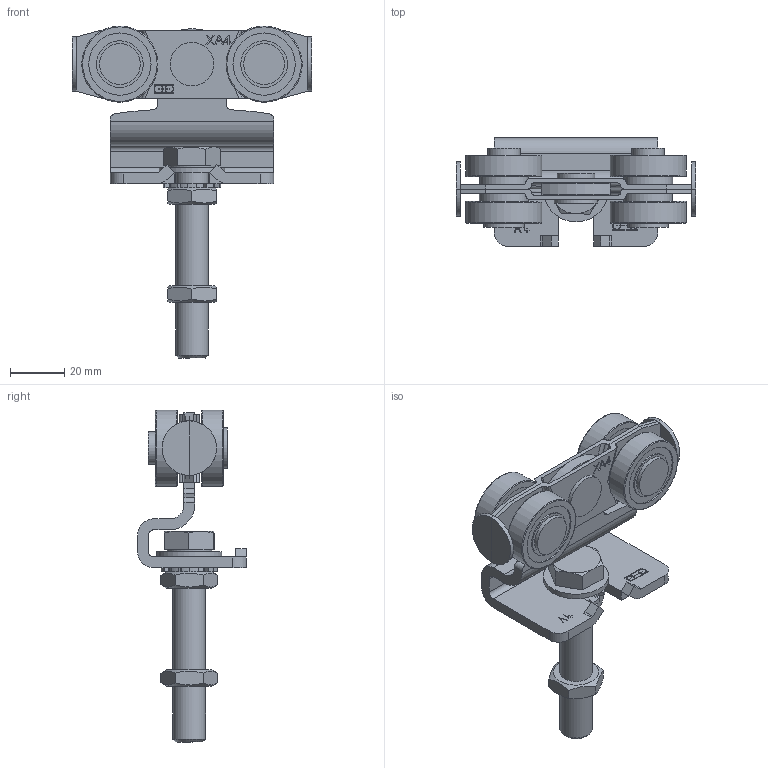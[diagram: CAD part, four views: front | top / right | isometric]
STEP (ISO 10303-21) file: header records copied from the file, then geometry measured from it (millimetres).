
FILE_DESCRIPTION(/* description */ (''),/* implementation_level */ '2;1');
FILE_NAME(/* name */ '9232XSA4.stp',/* time_stamp */ '2019-08-23T08:58:18+02:00',/* author */ ('Marc'),/* organization */ (''),/* preprocessor_version */ 'ST-DEVELOPER v17.2',/* originating_system */ 'Autodesk Inventor 2019',/* authorisation */ '');
FILE_SCHEMA (('AUTOMOTIVE_DESIGN { 1 0 10303 214 3 1 1 }'));
Length unit declared in the file: millimetre
Products named in the file (12): 9232XSA4; 318423; 18402; 18403; 16350; 04017; 09136; 16939; 19102; 09120; 09121; 06043
Assembly tree (20 placements, depth 3):
  9232XSA4
    318423
      18402  x2
    18403
    16350
    04017
    09136  x4
    16939  x2
    19102  x4
    09120
    09121
    06043  x2
Bounding box: 88 x 40 x 122 mm (x, y, z)
Volume: 58414.1 mm3; surface area: 48346.8 mm2
Topology: 19 solids, 23 shells, 688 faces, 2005 edges, 1352 vertices
Faces by surface type: plane 377, cylinder 182, torus 72, sphere 28, cone 17, bspline 12
Full cylindrical faces by diameter (mm): 9.9 x2, 10.106 x2, 11.9 x2, 12 x5, 12.1 x1, 12.5 x5, 14 x1, 14.2 x3, 15 x2, 16 x1, 16.63 x1, 17.12 x16, 18 x4, 22.88 x16, 24 x1, 28 x4
Entity records: 13765 total; most frequent: CARTESIAN_POINT 3070, DIRECTION 2146, ORIENTED_EDGE 2142, EDGE_CURVE 1071, AXIS2_PLACEMENT_3D 747, VERTEX_POINT 721, LINE 652, VECTOR 652
